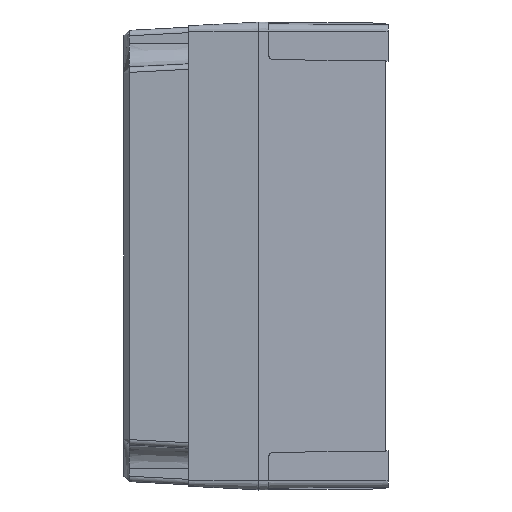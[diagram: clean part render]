
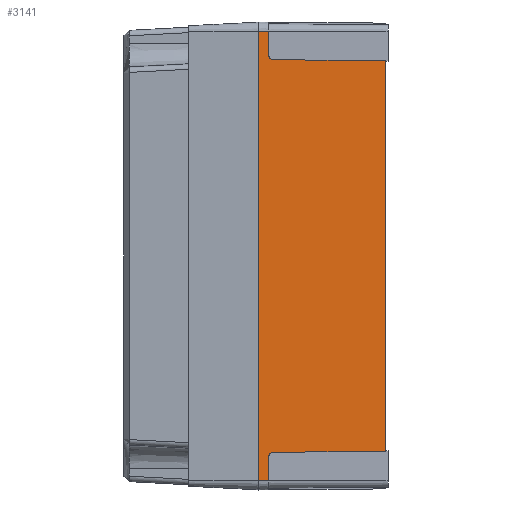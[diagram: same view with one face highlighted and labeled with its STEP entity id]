
A CAD part, left-side view. The second image highlights one B-rep face of the part: STEP entity #3141.
In plain terms, the highlighted planar face has unit normal (-1, -0.009, 0).
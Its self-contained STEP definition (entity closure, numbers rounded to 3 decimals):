
#124 = EDGE_CURVE ( 'NONE', #15410, #9724, #1386, .T. ) ;
#144 = LINE ( 'NONE', #223, #6578 ) ;
#179 = CARTESIAN_POINT ( 'NONE',  ( -90.05, 0., -86.55 ) ) ;
#223 = CARTESIAN_POINT ( 'NONE',  ( -90.051, 0.096, -75.586 ) ) ;
#454 = CARTESIAN_POINT ( 'NONE',  ( -90.038, -1.415, 75.573 ) ) ;
#687 = ORIENTED_EDGE ( 'NONE', *, *, #9464, .T. ) ;
#1132 = ORIENTED_EDGE ( 'NONE', *, *, #8567, .F. ) ;
#1386 = LINE ( 'NONE', #179, #2304 ) ;
#1576 = ORIENTED_EDGE ( 'NONE', *, *, #7825, .T. ) ;
#2218 = CARTESIAN_POINT ( 'NONE',  ( -90.008, -4.819, -75.543 ) ) ;
#2304 = VECTOR ( 'NONE', #4312, 1000. ) ;
#2347 = CARTESIAN_POINT ( 'NONE',  ( -90.05, 0., -86.55 ) ) ;
#2592 = LINE ( 'NONE', #10469, #9428 ) ;
#2626 = LINE ( 'NONE', #15816, #7766 ) ;
#2685 = ORIENTED_EDGE ( 'NONE', *, *, #9497, .T. ) ;
#2915 = CARTESIAN_POINT ( 'NONE',  ( -90.015, -4., -86.55 ) ) ;
#3141 = ADVANCED_FACE ( 'NONE', ( #14440 ), #11965, .T. ) ;
#3181 = CARTESIAN_POINT ( 'NONE',  ( -89.998, -5.983, 75.533 ) ) ;
#3971 = EDGE_CURVE ( 'NONE', #12612, #12711, #7645, .T. ) ;
#4146 = VERTEX_POINT ( 'NONE', #3181 ) ;
#4273 = ORIENTED_EDGE ( 'NONE', *, *, #8610, .F. ) ;
#4297 = CARTESIAN_POINT ( 'NONE',  ( -89.998, -5.983, -75.533 ) ) ;
#4312 = DIRECTION ( 'NONE',  ( -0.009, 1., 0. ) ) ;
#4501 = CARTESIAN_POINT ( 'NONE',  ( -90.008, -4.819, 75.543 ) ) ;
#4623 = CARTESIAN_POINT ( 'NONE',  ( -89.998, -5.983, -75.533 ) ) ;
#4801 = CARTESIAN_POINT ( 'NONE',  ( -90.015, -4., -76.369 ) ) ;
#4879 = CARTESIAN_POINT ( 'NONE',  ( -89.622, -49., 75.157 ) ) ;
#5021 = ORIENTED_EDGE ( 'NONE', *, *, #124, .F. ) ;
#5097 =( BOUNDED_CURVE ( )  B_SPLINE_CURVE ( 3, ( #15983, #4501, #8259, #5617 ),
 .UNSPECIFIED., .F., .F. ) 
 B_SPLINE_CURVE_WITH_KNOTS ( ( 4, 4 ),
 ( 4.721, 6.283 ),
 .UNSPECIFIED. ) 
 CURVE ( )  GEOMETRIC_REPRESENTATION_ITEM ( )  RATIONAL_B_SPLINE_CURVE ( ( 1., 0.807, 0.807, 1. ) ) 
 REPRESENTATION_ITEM ( '' )  );
#5492 = VECTOR ( 'NONE', #15198, 1000. ) ;
#5617 = CARTESIAN_POINT ( 'NONE',  ( -90.015, -4., 77.533 ) ) ;
#6158 = CARTESIAN_POINT ( 'NONE',  ( -90.015, -4., -86.55 ) ) ;
#6310 = CARTESIAN_POINT ( 'NONE',  ( -90.015, -4., -77.533 ) ) ;
#6366 = VERTEX_POINT ( 'NONE', #6564 ) ;
#6368 = CARTESIAN_POINT ( 'NONE',  ( -90.05, 0., 86.55 ) ) ;
#6564 = CARTESIAN_POINT ( 'NONE',  ( -89.622, -49., -75.157 ) ) ;
#6578 = VECTOR ( 'NONE', #9490, 1000. ) ;
#6732 = CARTESIAN_POINT ( 'NONE',  ( -90.05, 0., -86.55 ) ) ;
#6887 = VECTOR ( 'NONE', #12091, 1000. ) ;
#7000 = EDGE_CURVE ( 'NONE', #4146, #12791, #5097, .T. ) ;
#7236 = DIRECTION ( 'NONE',  ( 0.009, -1., -0.009 ) ) ;
#7339 = CARTESIAN_POINT ( 'NONE',  ( -90.015, -4., 77.533 ) ) ;
#7402 = EDGE_CURVE ( 'NONE', #6366, #16914, #2592, .T. ) ;
#7566 = EDGE_LOOP ( 'NONE', ( #1132, #8957, #687, #7987, #4273, #5021, #1576, #2685, #10616, #12695 ) ) ;
#7579 =( BOUNDED_CURVE ( )  B_SPLINE_CURVE ( 3, ( #16357, #4801, #2218, #4623 ),
 .UNSPECIFIED., .F., .F. ) 
 B_SPLINE_CURVE_WITH_KNOTS ( ( 4, 4 ),
 ( 3.142, 4.704 ),
 .UNSPECIFIED. ) 
 CURVE ( )  GEOMETRIC_REPRESENTATION_ITEM ( )  RATIONAL_B_SPLINE_CURVE ( ( 1., 0.807, 0.807, 1. ) ) 
 REPRESENTATION_ITEM ( '' )  );
#7645 = LINE ( 'NONE', #6368, #12917 ) ;
#7659 = AXIS2_PLACEMENT_3D ( 'NONE', #6732, #13252, #13158 ) ;
#7766 = VECTOR ( 'NONE', #7848, 1000. ) ;
#7825 = EDGE_CURVE ( 'NONE', #15410, #11505, #2626, .T. ) ;
#7848 = DIRECTION ( 'NONE',  ( 0., 0., 1. ) ) ;
#7987 = ORIENTED_EDGE ( 'NONE', *, *, #3971, .T. ) ;
#8259 = CARTESIAN_POINT ( 'NONE',  ( -90.015, -4., 76.369 ) ) ;
#8544 = CARTESIAN_POINT ( 'NONE',  ( -90.05, 0., 86.55 ) ) ;
#8567 = EDGE_CURVE ( 'NONE', #4146, #16914, #14771, .T. ) ;
#8610 = EDGE_CURVE ( 'NONE', #9724, #12711, #10224, .T. ) ;
#8957 = ORIENTED_EDGE ( 'NONE', *, *, #7000, .T. ) ;
#9306 = VECTOR ( 'NONE', #7236, 1000. ) ;
#9428 = VECTOR ( 'NONE', #14410, 1000. ) ;
#9464 = EDGE_CURVE ( 'NONE', #12791, #12612, #10960, .T. ) ;
#9490 = DIRECTION ( 'NONE',  ( -0.009, 1., -0.009 ) ) ;
#9497 = EDGE_CURVE ( 'NONE', #11505, #11986, #7579, .T. ) ;
#9724 = VERTEX_POINT ( 'NONE', #12936 ) ;
#10224 = LINE ( 'NONE', #2347, #5492 ) ;
#10469 = CARTESIAN_POINT ( 'NONE',  ( -89.622, -49., -86.55 ) ) ;
#10616 = ORIENTED_EDGE ( 'NONE', *, *, #12495, .F. ) ;
#10960 = LINE ( 'NONE', #2915, #6887 ) ;
#11505 = VERTEX_POINT ( 'NONE', #6310 ) ;
#11965 = PLANE ( 'NONE',  #7659 ) ;
#11986 = VERTEX_POINT ( 'NONE', #4297 ) ;
#12091 = DIRECTION ( 'NONE',  ( 0., 0., 1. ) ) ;
#12495 = EDGE_CURVE ( 'NONE', #6366, #11986, #144, .T. ) ;
#12612 = VERTEX_POINT ( 'NONE', #14800 ) ;
#12695 = ORIENTED_EDGE ( 'NONE', *, *, #7402, .T. ) ;
#12711 = VERTEX_POINT ( 'NONE', #8544 ) ;
#12791 = VERTEX_POINT ( 'NONE', #7339 ) ;
#12917 = VECTOR ( 'NONE', #15533, 1000. ) ;
#12936 = CARTESIAN_POINT ( 'NONE',  ( -90.05, 0., -86.55 ) ) ;
#13158 = DIRECTION ( 'NONE',  ( 0.009, -1., 0. ) ) ;
#13252 = DIRECTION ( 'NONE',  ( -1., -0.009, 0. ) ) ;
#14410 = DIRECTION ( 'NONE',  ( 0., 0., 1. ) ) ;
#14440 = FACE_OUTER_BOUND ( 'NONE', #7566, .T. ) ;
#14771 = LINE ( 'NONE', #454, #9306 ) ;
#14800 = CARTESIAN_POINT ( 'NONE',  ( -90.015, -4., 86.55 ) ) ;
#15198 = DIRECTION ( 'NONE',  ( 0., 0., 1. ) ) ;
#15410 = VERTEX_POINT ( 'NONE', #6158 ) ;
#15533 = DIRECTION ( 'NONE',  ( -0.009, 1., 0. ) ) ;
#15816 = CARTESIAN_POINT ( 'NONE',  ( -90.015, -4., -86.55 ) ) ;
#15983 = CARTESIAN_POINT ( 'NONE',  ( -89.998, -5.983, 75.533 ) ) ;
#16357 = CARTESIAN_POINT ( 'NONE',  ( -90.015, -4., -77.533 ) ) ;
#16914 = VERTEX_POINT ( 'NONE', #4879 ) ;
